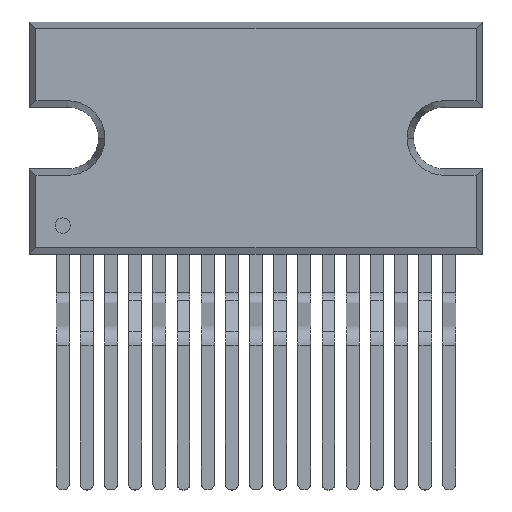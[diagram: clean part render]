
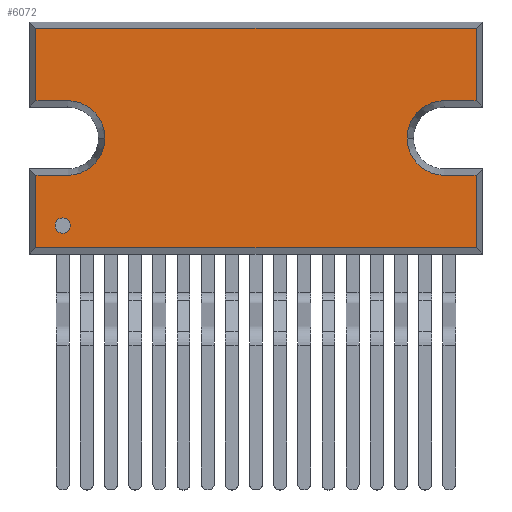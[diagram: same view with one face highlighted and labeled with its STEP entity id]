
A CAD part, top view. The second image highlights one B-rep face of the part: STEP entity #6072.
In plain terms, the highlighted planar face has unit normal (0, 0, 1).
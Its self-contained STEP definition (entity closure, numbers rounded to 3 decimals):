
#106 = CIRCLE ( 'NONE', #3481, 0.4 ) ;
#209 = CARTESIAN_POINT ( 'NONE',  ( -10.16, 6.3, -2.34 ) ) ;
#215 = VERTEX_POINT ( 'NONE', #5828 ) ;
#355 = ORIENTED_EDGE ( 'NONE', *, *, #8475, .T. ) ;
#484 = LINE ( 'NONE', #5354, #599 ) ;
#504 = VECTOR ( 'NONE', #6143, 1000. ) ;
#591 = CARTESIAN_POINT ( 'NONE',  ( -11.564, 16.664, -2.34 ) ) ;
#599 = VECTOR ( 'NONE', #782, 1000. ) ;
#643 = VERTEX_POINT ( 'NONE', #9256 ) ;
#782 = DIRECTION ( 'NONE',  ( -1., 0., 0. ) ) ;
#841 = CARTESIAN_POINT ( 'NONE',  ( 9.9, 10.9, -2.34 ) ) ;
#902 = CARTESIAN_POINT ( 'NONE',  ( 7.939, 10.9, -2.34 ) ) ;
#1131 = EDGE_CURVE ( 'NONE', #5245, #643, #3029, .T. ) ;
#1140 = CIRCLE ( 'NONE', #2925, 1.961 ) ;
#1143 = VECTOR ( 'NONE', #2174, 1000. ) ;
#1178 = VERTEX_POINT ( 'NONE', #591 ) ;
#1251 = ORIENTED_EDGE ( 'NONE', *, *, #8579, .F. ) ;
#1370 = CARTESIAN_POINT ( 'NONE',  ( 11.9, 5.136, -2.34 ) ) ;
#1379 = LINE ( 'NONE', #1370, #1143 ) ;
#1406 = DIRECTION ( 'NONE',  ( 0., 0., 1. ) ) ;
#1415 = LINE ( 'NONE', #4320, #9040 ) ;
#1491 = ORIENTED_EDGE ( 'NONE', *, *, #8782, .F. ) ;
#1537 = DIRECTION ( 'NONE',  ( 0., -1., 0. ) ) ;
#1618 = EDGE_CURVE ( 'NONE', #643, #5245, #106, .T. ) ;
#1735 = VERTEX_POINT ( 'NONE', #5868 ) ;
#1736 = ORIENTED_EDGE ( 'NONE', *, *, #8606, .F. ) ;
#1756 = DIRECTION ( 'NONE',  ( 0., 0., -1. ) ) ;
#1890 = DIRECTION ( 'NONE',  ( 1., 0., 0. ) ) ;
#1900 = ORIENTED_EDGE ( 'NONE', *, *, #1131, .F. ) ;
#1974 = CARTESIAN_POINT ( 'NONE',  ( -9.9, 10.9, -2.34 ) ) ;
#2007 = EDGE_CURVE ( 'NONE', #6846, #4967, #1140, .T. ) ;
#2057 = ORIENTED_EDGE ( 'NONE', *, *, #3099, .F. ) ;
#2058 = CIRCLE ( 'NONE', #7238, 1.961 ) ;
#2127 = CARTESIAN_POINT ( 'NONE',  ( -9.9, 8.939, -2.34 ) ) ;
#2174 = DIRECTION ( 'NONE',  ( -1., 0., 0. ) ) ;
#2385 = DIRECTION ( 'NONE',  ( -1., 0., 0. ) ) ;
#2395 = LINE ( 'NONE', #10416, #10024 ) ;
#2572 = LINE ( 'NONE', #4951, #6570 ) ;
#2601 = AXIS2_PLACEMENT_3D ( 'NONE', #7602, #8578, #3158 ) ;
#2879 = DIRECTION ( 'NONE',  ( 0., 0., 1. ) ) ;
#2907 = DIRECTION ( 'NONE',  ( 0., 0., 1. ) ) ;
#2925 = AXIS2_PLACEMENT_3D ( 'NONE', #3051, #9255, #5691 ) ;
#3029 = CIRCLE ( 'NONE', #10355, 0.4 ) ;
#3051 = CARTESIAN_POINT ( 'NONE',  ( 9.9, 10.9, -2.34 ) ) ;
#3099 = EDGE_CURVE ( 'NONE', #4967, #3884, #2058, .T. ) ;
#3158 = DIRECTION ( 'NONE',  ( 1., 0., 0. ) ) ;
#3173 = VERTEX_POINT ( 'NONE', #4273 ) ;
#3290 = CARTESIAN_POINT ( 'NONE',  ( -10.16, 6.3, -2.34 ) ) ;
#3481 = AXIS2_PLACEMENT_3D ( 'NONE', #209, #2879, #1890 ) ;
#3725 = VERTEX_POINT ( 'NONE', #10460 ) ;
#3884 = VERTEX_POINT ( 'NONE', #9781 ) ;
#3921 = EDGE_CURVE ( 'NONE', #215, #9825, #11456, .T. ) ;
#4035 = VERTEX_POINT ( 'NONE', #4653 ) ;
#4115 = DIRECTION ( 'NONE',  ( -1., 0., 0. ) ) ;
#4136 = CARTESIAN_POINT ( 'NONE',  ( -11.564, 17., -2.34 ) ) ;
#4252 = DIRECTION ( 'NONE',  ( 0., 0., 1. ) ) ;
#4273 = CARTESIAN_POINT ( 'NONE',  ( 11.564, 12.861, -2.34 ) ) ;
#4320 = CARTESIAN_POINT ( 'NONE',  ( 9.9, 12.861, -2.34 ) ) ;
#4653 = CARTESIAN_POINT ( 'NONE',  ( -9.9, 8.939, -2.34 ) ) ;
#4701 = LINE ( 'NONE', #2127, #8667 ) ;
#4951 = CARTESIAN_POINT ( 'NONE',  ( 9.9, 8.939, -2.34 ) ) ;
#4967 = VERTEX_POINT ( 'NONE', #902 ) ;
#5183 = DIRECTION ( 'NONE',  ( 0., -1., 0. ) ) ;
#5232 = DIRECTION ( 'NONE',  ( -1., 0., 0. ) ) ;
#5245 = VERTEX_POINT ( 'NONE', #11353 ) ;
#5347 = CARTESIAN_POINT ( 'NONE',  ( 11.9, 16.664, -2.34 ) ) ;
#5354 = CARTESIAN_POINT ( 'NONE',  ( 11.9, 16.664, -2.34 ) ) ;
#5391 = ORIENTED_EDGE ( 'NONE', *, *, #9675, .F. ) ;
#5403 = VECTOR ( 'NONE', #5183, 1000. ) ;
#5407 = FACE_BOUND ( 'NONE', #8542, .T. ) ;
#5419 = CARTESIAN_POINT ( 'NONE',  ( 11.564, 5.136, -2.34 ) ) ;
#5474 = FACE_OUTER_BOUND ( 'NONE', #10848, .T. ) ;
#5551 = EDGE_CURVE ( 'NONE', #8550, #4035, #4701, .T. ) ;
#5578 = VERTEX_POINT ( 'NONE', #10251 ) ;
#5668 = ORIENTED_EDGE ( 'NONE', *, *, #7912, .T. ) ;
#5687 = LINE ( 'NONE', #5701, #5403 ) ;
#5691 = DIRECTION ( 'NONE',  ( -1., 0., 0. ) ) ;
#5701 = CARTESIAN_POINT ( 'NONE',  ( 11.564, 17., -2.34 ) ) ;
#5828 = CARTESIAN_POINT ( 'NONE',  ( -7.939, 10.9, -2.34 ) ) ;
#5847 = DIRECTION ( 'NONE',  ( -1., 0., 0. ) ) ;
#5868 = CARTESIAN_POINT ( 'NONE',  ( -11.564, 12.861, -2.34 ) ) ;
#6000 = ORIENTED_EDGE ( 'NONE', *, *, #2007, .F. ) ;
#6004 = EDGE_CURVE ( 'NONE', #4035, #215, #9114, .T. ) ;
#6072 = ADVANCED_FACE ( 'NONE', ( #5407, #5474 ), #10446, .F. ) ;
#6143 = DIRECTION ( 'NONE',  ( 0., -1., 0. ) ) ;
#6429 = VECTOR ( 'NONE', #4115, 1000. ) ;
#6570 = VECTOR ( 'NONE', #6684, 1000. ) ;
#6684 = DIRECTION ( 'NONE',  ( 1., 0., 0. ) ) ;
#6812 = CARTESIAN_POINT ( 'NONE',  ( -11.564, 8.939, -2.34 ) ) ;
#6846 = VERTEX_POINT ( 'NONE', #9204 ) ;
#6931 = EDGE_CURVE ( 'NONE', #11096, #10358, #2395, .T. ) ;
#7238 = AXIS2_PLACEMENT_3D ( 'NONE', #841, #1406, #5847 ) ;
#7502 = DIRECTION ( 'NONE',  ( 1., 0., 0. ) ) ;
#7602 = CARTESIAN_POINT ( 'NONE',  ( -9.9, 10.9, -2.34 ) ) ;
#7755 = CARTESIAN_POINT ( 'NONE',  ( 11.564, 8.939, -2.34 ) ) ;
#7912 = EDGE_CURVE ( 'NONE', #3725, #1178, #484, .T. ) ;
#8251 = LINE ( 'NONE', #10824, #504 ) ;
#8475 = EDGE_CURVE ( 'NONE', #1178, #1735, #9059, .T. ) ;
#8542 = EDGE_LOOP ( 'NONE', ( #1900, #9260 ) ) ;
#8550 = VERTEX_POINT ( 'NONE', #6812 ) ;
#8578 = DIRECTION ( 'NONE',  ( 0., 0., 1. ) ) ;
#8579 = EDGE_CURVE ( 'NONE', #10358, #5578, #1379, .T. ) ;
#8582 = ORIENTED_EDGE ( 'NONE', *, *, #6931, .F. ) ;
#8606 = EDGE_CURVE ( 'NONE', #3173, #6846, #1415, .T. ) ;
#8667 = VECTOR ( 'NONE', #7502, 1000. ) ;
#8782 = EDGE_CURVE ( 'NONE', #3725, #3173, #5687, .T. ) ;
#8993 = AXIS2_PLACEMENT_3D ( 'NONE', #1974, #2907, #10917 ) ;
#8995 = ORIENTED_EDGE ( 'NONE', *, *, #10130, .F. ) ;
#9009 = VECTOR ( 'NONE', #11464, 1000. ) ;
#9020 = ORIENTED_EDGE ( 'NONE', *, *, #11173, .T. ) ;
#9040 = VECTOR ( 'NONE', #5232, 1000. ) ;
#9059 = LINE ( 'NONE', #4136, #9009 ) ;
#9114 = CIRCLE ( 'NONE', #2601, 1.961 ) ;
#9204 = CARTESIAN_POINT ( 'NONE',  ( 9.9, 12.861, -2.34 ) ) ;
#9255 = DIRECTION ( 'NONE',  ( 0., 0., 1. ) ) ;
#9256 = CARTESIAN_POINT ( 'NONE',  ( -10.56, 6.3, -2.34 ) ) ;
#9260 = ORIENTED_EDGE ( 'NONE', *, *, #1618, .F. ) ;
#9373 = ORIENTED_EDGE ( 'NONE', *, *, #6004, .F. ) ;
#9675 = EDGE_CURVE ( 'NONE', #3884, #11096, #2572, .T. ) ;
#9707 = ORIENTED_EDGE ( 'NONE', *, *, #5551, .F. ) ;
#9781 = CARTESIAN_POINT ( 'NONE',  ( 9.9, 8.939, -2.34 ) ) ;
#9825 = VERTEX_POINT ( 'NONE', #10016 ) ;
#9841 = ORIENTED_EDGE ( 'NONE', *, *, #3921, .F. ) ;
#10016 = CARTESIAN_POINT ( 'NONE',  ( -9.9, 12.861, -2.34 ) ) ;
#10024 = VECTOR ( 'NONE', #1537, 1000. ) ;
#10050 = LINE ( 'NONE', #11442, #6429 ) ;
#10130 = EDGE_CURVE ( 'NONE', #9825, #1735, #10050, .T. ) ;
#10251 = CARTESIAN_POINT ( 'NONE',  ( -11.564, 5.136, -2.34 ) ) ;
#10355 = AXIS2_PLACEMENT_3D ( 'NONE', #3290, #4252, #10495 ) ;
#10358 = VERTEX_POINT ( 'NONE', #5419 ) ;
#10416 = CARTESIAN_POINT ( 'NONE',  ( 11.564, 17., -2.34 ) ) ;
#10446 = PLANE ( 'NONE',  #11603 ) ;
#10460 = CARTESIAN_POINT ( 'NONE',  ( 11.564, 16.664, -2.34 ) ) ;
#10495 = DIRECTION ( 'NONE',  ( 1., 0., 0. ) ) ;
#10824 = CARTESIAN_POINT ( 'NONE',  ( -11.564, 17., -2.34 ) ) ;
#10848 = EDGE_LOOP ( 'NONE', ( #8995, #9841, #9373, #9707, #9020, #1251, #8582, #5391, #2057, #6000, #1736, #1491, #5668, #355 ) ) ;
#10917 = DIRECTION ( 'NONE',  ( 1., 0., 0. ) ) ;
#11096 = VERTEX_POINT ( 'NONE', #7755 ) ;
#11173 = EDGE_CURVE ( 'NONE', #8550, #5578, #8251, .T. ) ;
#11353 = CARTESIAN_POINT ( 'NONE',  ( -9.76, 6.3, -2.34 ) ) ;
#11442 = CARTESIAN_POINT ( 'NONE',  ( -9.9, 12.861, -2.34 ) ) ;
#11456 = CIRCLE ( 'NONE', #8993, 1.961 ) ;
#11464 = DIRECTION ( 'NONE',  ( 0., -1., 0. ) ) ;
#11603 = AXIS2_PLACEMENT_3D ( 'NONE', #5347, #1756, #2385 ) ;
